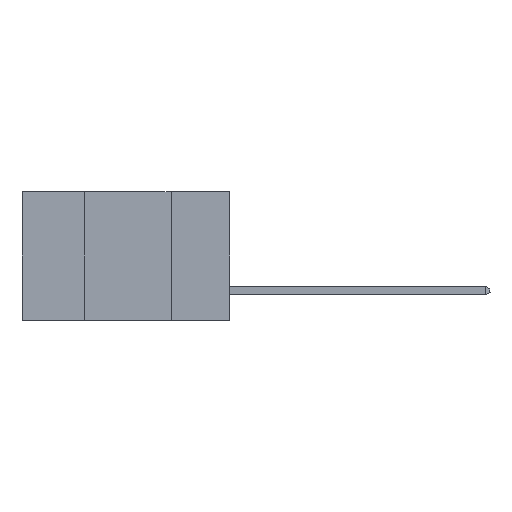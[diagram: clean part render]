
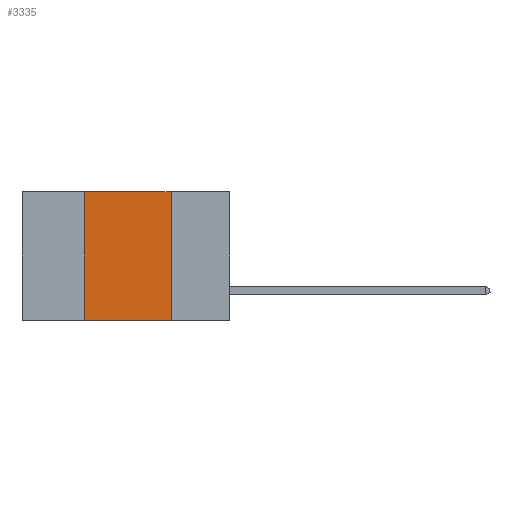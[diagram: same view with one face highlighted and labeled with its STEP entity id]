
A CAD part, left-side view. The second image highlights one B-rep face of the part: STEP entity #3335.
In plain terms, the highlighted planar face has unit normal (-1, 0, 0).
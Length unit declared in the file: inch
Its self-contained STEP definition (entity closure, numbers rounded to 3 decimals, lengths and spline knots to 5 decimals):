
#107 = CARTESIAN_POINT ( 'NONE',  ( 0., 0.17, 0. ) ) ;
#236 = VECTOR ( 'NONE', #5081, 39.37008 ) ;
#304 = ORIENTED_EDGE ( 'NONE', *, *, #1307, .F. ) ;
#665 = FACE_OUTER_BOUND ( 'NONE', #3377, .T. ) ;
#969 = DIRECTION ( 'NONE',  ( 0., 0., -1. ) ) ;
#1307 = EDGE_CURVE ( 'NONE', #10571, #6996, #8693, .T. ) ;
#1479 = AXIS2_PLACEMENT_3D ( 'NONE', #4271, #10298, #5967 ) ;
#2417 = VECTOR ( 'NONE', #8567, 39.37008 ) ;
#2735 = CARTESIAN_POINT ( 'NONE',  ( 0., 0.17, -0.37 ) ) ;
#2797 = EDGE_CURVE ( 'NONE', #5769, #10571, #2808, .T. ) ;
#2808 = LINE ( 'NONE', #6786, #2417 ) ;
#3303 = CARTESIAN_POINT ( 'NONE',  ( 0., 0.42, 0. ) ) ;
#3335 = ADVANCED_FACE ( 'NONE', ( #665 ), #8549, .F. ) ;
#3377 = EDGE_LOOP ( 'NONE', ( #304, #5709, #10129, #8114 ) ) ;
#3399 = EDGE_CURVE ( 'NONE', #7654, #6996, #9937, .T. ) ;
#4271 = CARTESIAN_POINT ( 'NONE',  ( 0., 0.6, 0. ) ) ;
#4616 = EDGE_CURVE ( 'NONE', #7654, #5769, #7322, .T. ) ;
#5081 = DIRECTION ( 'NONE',  ( 0., 0., 1. ) ) ;
#5709 = ORIENTED_EDGE ( 'NONE', *, *, #2797, .F. ) ;
#5769 = VERTEX_POINT ( 'NONE', #7217 ) ;
#5967 = DIRECTION ( 'NONE',  ( 0., 0., -1. ) ) ;
#6786 = CARTESIAN_POINT ( 'NONE',  ( 0., 0.6, 0. ) ) ;
#6996 = VERTEX_POINT ( 'NONE', #2735 ) ;
#7073 = VECTOR ( 'NONE', #8025, 39.37008 ) ;
#7217 = CARTESIAN_POINT ( 'NONE',  ( 0., 0.42, 0. ) ) ;
#7322 = LINE ( 'NONE', #3303, #236 ) ;
#7654 = VERTEX_POINT ( 'NONE', #7995 ) ;
#7995 = CARTESIAN_POINT ( 'NONE',  ( 0., 0.42, -0.37 ) ) ;
#8025 = DIRECTION ( 'NONE',  ( 0., -1., 0. ) ) ;
#8114 = ORIENTED_EDGE ( 'NONE', *, *, #3399, .T. ) ;
#8549 = PLANE ( 'NONE',  #1479 ) ;
#8567 = DIRECTION ( 'NONE',  ( 0., -1., 0. ) ) ;
#8693 = LINE ( 'NONE', #107, #10724 ) ;
#8861 = CARTESIAN_POINT ( 'NONE',  ( 0., 0.6, -0.37 ) ) ;
#9937 = LINE ( 'NONE', #8861, #7073 ) ;
#10129 = ORIENTED_EDGE ( 'NONE', *, *, #4616, .F. ) ;
#10298 = DIRECTION ( 'NONE',  ( 1., 0., 0. ) ) ;
#10571 = VERTEX_POINT ( 'NONE', #10836 ) ;
#10724 = VECTOR ( 'NONE', #969, 39.37008 ) ;
#10836 = CARTESIAN_POINT ( 'NONE',  ( 0., 0.17, 0. ) ) ;
